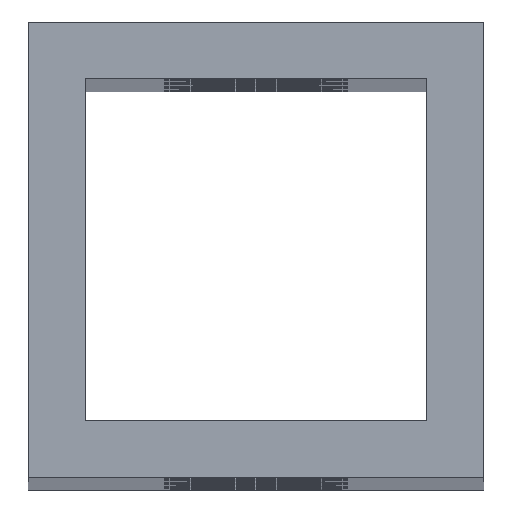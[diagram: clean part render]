
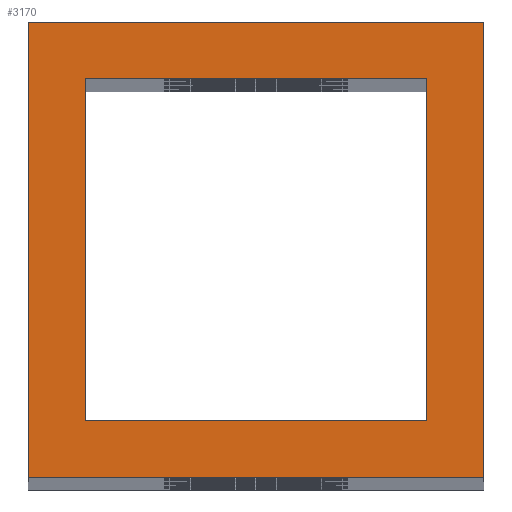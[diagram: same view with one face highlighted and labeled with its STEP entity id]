
A CAD part, top view. The second image highlights one B-rep face of the part: STEP entity #3170.
In plain terms, the highlighted planar face has unit normal (0, 0, 1).
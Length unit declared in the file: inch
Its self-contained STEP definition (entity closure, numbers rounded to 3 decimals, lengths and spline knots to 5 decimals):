
#105 = EDGE_CURVE ( 'NONE', #3901, #866, #911, .T. ) ;
#106 = LINE ( 'NONE', #4055, #460 ) ;
#268 = LINE ( 'NONE', #3060, #4160 ) ;
#299 = LINE ( 'NONE', #379, #2246 ) ;
#379 = CARTESIAN_POINT ( 'NONE',  ( 0.0625, 0.4375, 8. ) ) ;
#410 = PLANE ( 'NONE',  #1967 ) ;
#460 = VECTOR ( 'NONE', #1689, 39.37008 ) ;
#493 = ORIENTED_EDGE ( 'NONE', *, *, #524, .F. ) ;
#524 = EDGE_CURVE ( 'NONE', #855, #3901, #2110, .T. ) ;
#566 = EDGE_LOOP ( 'NONE', ( #1286, #3000, #1999, #1683 ) ) ;
#625 = EDGE_CURVE ( 'NONE', #1390, #4968, #3920, .T. ) ;
#708 = CARTESIAN_POINT ( 'NONE',  ( 0., 0., 8. ) ) ;
#847 = VECTOR ( 'NONE', #4501, 39.37008 ) ;
#855 = VERTEX_POINT ( 'NONE', #4430 ) ;
#866 = VERTEX_POINT ( 'NONE', #2806 ) ;
#911 = LINE ( 'NONE', #3297, #992 ) ;
#992 = VECTOR ( 'NONE', #1274, 39.37008 ) ;
#1122 = EDGE_CURVE ( 'NONE', #4542, #1390, #268, .T. ) ;
#1262 = FACE_BOUND ( 'NONE', #4441, .T. ) ;
#1274 = DIRECTION ( 'NONE',  ( 0., 1., 0. ) ) ;
#1276 = CARTESIAN_POINT ( 'NONE',  ( 0.5, 0., 8. ) ) ;
#1286 = ORIENTED_EDGE ( 'NONE', *, *, #1122, .T. ) ;
#1390 = VERTEX_POINT ( 'NONE', #4709 ) ;
#1491 = DIRECTION ( 'NONE',  ( 0., -1., 0. ) ) ;
#1509 = EDGE_CURVE ( 'NONE', #4732, #4542, #2095, .T. ) ;
#1663 = VECTOR ( 'NONE', #2285, 39.37008 ) ;
#1683 = ORIENTED_EDGE ( 'NONE', *, *, #1509, .T. ) ;
#1689 = DIRECTION ( 'NONE',  ( -1., 0., 0. ) ) ;
#1696 = CARTESIAN_POINT ( 'NONE',  ( 0., 0.5, 8. ) ) ;
#1967 = AXIS2_PLACEMENT_3D ( 'NONE', #4412, #3177, #3669 ) ;
#1999 = ORIENTED_EDGE ( 'NONE', *, *, #4352, .T. ) ;
#2095 = LINE ( 'NONE', #1696, #847 ) ;
#2110 = LINE ( 'NONE', #2990, #3631 ) ;
#2246 = VECTOR ( 'NONE', #1491, 39.37008 ) ;
#2285 = DIRECTION ( 'NONE',  ( 1., 0., 0. ) ) ;
#2493 = ORIENTED_EDGE ( 'NONE', *, *, #3487, .F. ) ;
#2689 = CARTESIAN_POINT ( 'NONE',  ( 0.5, 0.5, 8. ) ) ;
#2794 = EDGE_CURVE ( 'NONE', #866, #3054, #106, .T. ) ;
#2806 = CARTESIAN_POINT ( 'NONE',  ( 0.4375, 0.4375, 8. ) ) ;
#2885 = VECTOR ( 'NONE', #4016, 39.37008 ) ;
#2990 = CARTESIAN_POINT ( 'NONE',  ( 0.0625, 0.0625, 8. ) ) ;
#3000 = ORIENTED_EDGE ( 'NONE', *, *, #625, .T. ) ;
#3054 = VERTEX_POINT ( 'NONE', #4619 ) ;
#3060 = CARTESIAN_POINT ( 'NONE',  ( 0., 0., 8. ) ) ;
#3112 = DIRECTION ( 'NONE',  ( 0., -1., 0. ) ) ;
#3170 = ADVANCED_FACE ( 'NONE', ( #4437, #1262 ), #410, .F. ) ;
#3177 = DIRECTION ( 'NONE',  ( 0., 0., -1. ) ) ;
#3297 = CARTESIAN_POINT ( 'NONE',  ( 0.4375, 0.4375, 8. ) ) ;
#3322 = LINE ( 'NONE', #1276, #2885 ) ;
#3407 = ORIENTED_EDGE ( 'NONE', *, *, #105, .F. ) ;
#3487 = EDGE_CURVE ( 'NONE', #3054, #855, #299, .T. ) ;
#3631 = VECTOR ( 'NONE', #3696, 39.37008 ) ;
#3638 = CARTESIAN_POINT ( 'NONE',  ( 0.4375, 0.0625, 8. ) ) ;
#3669 = DIRECTION ( 'NONE',  ( -1., 0., 0. ) ) ;
#3696 = DIRECTION ( 'NONE',  ( 1., 0., 0. ) ) ;
#3870 = CARTESIAN_POINT ( 'NONE',  ( 0.5, 0., 8. ) ) ;
#3901 = VERTEX_POINT ( 'NONE', #3638 ) ;
#3920 = LINE ( 'NONE', #708, #1663 ) ;
#4016 = DIRECTION ( 'NONE',  ( 0., 1., 0. ) ) ;
#4055 = CARTESIAN_POINT ( 'NONE',  ( 0.0625, 0.4375, 8. ) ) ;
#4160 = VECTOR ( 'NONE', #3112, 39.37008 ) ;
#4352 = EDGE_CURVE ( 'NONE', #4968, #4732, #3322, .T. ) ;
#4412 = CARTESIAN_POINT ( 'NONE',  ( 0., 0., 8. ) ) ;
#4430 = CARTESIAN_POINT ( 'NONE',  ( 0.0625, 0.0625, 8. ) ) ;
#4437 = FACE_OUTER_BOUND ( 'NONE', #566, .T. ) ;
#4441 = EDGE_LOOP ( 'NONE', ( #2493, #4987, #3407, #493 ) ) ;
#4501 = DIRECTION ( 'NONE',  ( -1., 0., 0. ) ) ;
#4542 = VERTEX_POINT ( 'NONE', #4942 ) ;
#4619 = CARTESIAN_POINT ( 'NONE',  ( 0.0625, 0.4375, 8. ) ) ;
#4709 = CARTESIAN_POINT ( 'NONE',  ( 0., 0., 8. ) ) ;
#4732 = VERTEX_POINT ( 'NONE', #2689 ) ;
#4942 = CARTESIAN_POINT ( 'NONE',  ( 0., 0.5, 8. ) ) ;
#4968 = VERTEX_POINT ( 'NONE', #3870 ) ;
#4987 = ORIENTED_EDGE ( 'NONE', *, *, #2794, .F. ) ;
